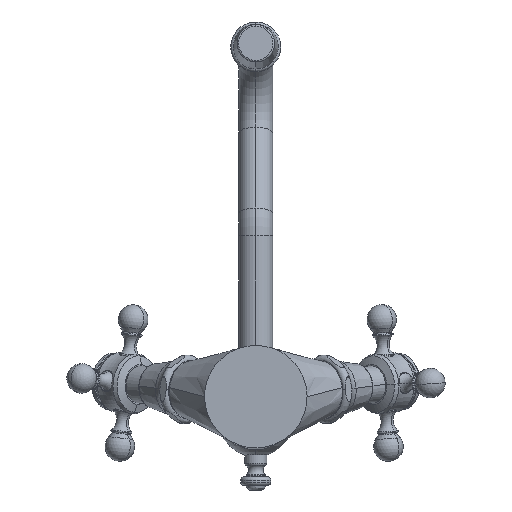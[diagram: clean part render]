
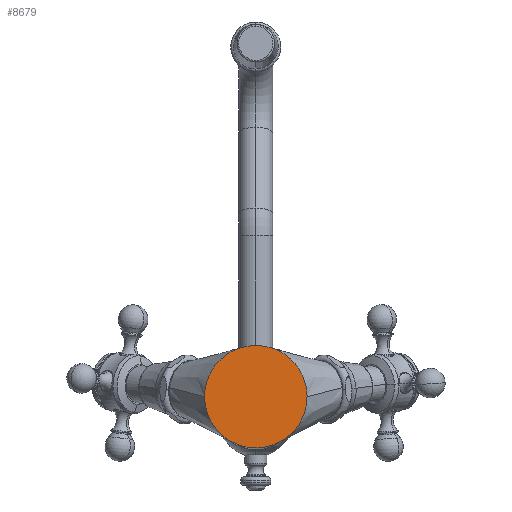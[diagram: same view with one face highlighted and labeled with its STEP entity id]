
A CAD part, front view. The second image highlights one B-rep face of the part: STEP entity #8679.
In plain terms, the highlighted planar face has unit normal (0, -1, 0).
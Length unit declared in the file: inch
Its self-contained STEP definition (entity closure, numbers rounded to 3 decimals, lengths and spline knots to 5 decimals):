
#2461=CARTESIAN_POINT('',(0.46438,0.,
-0.82875));
#3691=CARTESIAN_POINT('',(-0.95,0.,0.));
#3692=CARTESIAN_POINT('',(-0.95,0.,-0.12435));
#3693=CARTESIAN_POINT('',(-0.90052,0.,-0.37302));
#3694=CARTESIAN_POINT('',(-0.71045,0.,-0.65752));
#3695=CARTESIAN_POINT('',(-0.5401,0.,-0.78628));
#3696=CARTESIAN_POINT('',(-0.46422,0.,-0.82884));
#3701=CARTESIAN_POINT('',(0.,0.,
0.95));
#3702=CARTESIAN_POINT('',(-0.12436,0.,
0.95));
#3703=CARTESIAN_POINT('',(-0.37301,0.,
0.90053));
#3704=CARTESIAN_POINT('',(-0.68924,0.,
0.68924));
#3705=CARTESIAN_POINT('',(-0.90053,0.,
0.37301));
#3706=CARTESIAN_POINT('',(-0.95,0.,0.12435));
#3707=CARTESIAN_POINT('',(-0.95,0.,0.));
#3712=CARTESIAN_POINT('',(0.,0.,
0.95));
#3713=CARTESIAN_POINT('',(0.12435,0.,
0.95));
#3714=CARTESIAN_POINT('',(0.37301,0.,
0.90053));
#3715=CARTESIAN_POINT('',(0.68924,0.,
0.68924));
#3716=CARTESIAN_POINT('',(0.90053,0.,
0.37301));
#3717=CARTESIAN_POINT('',(0.95,0.,0.12435));
#3718=CARTESIAN_POINT('',(0.95,0.,0.));
#3723=CARTESIAN_POINT('',(0.95,0.,0.));
#3724=CARTESIAN_POINT('',(0.95,0.,-0.12435));
#3725=CARTESIAN_POINT('',(0.90052,0.,
-0.37302));
#3726=CARTESIAN_POINT('',(0.71047,0.,
-0.65748));
#3727=CARTESIAN_POINT('',(0.5402,0.,
-0.78621));
#3728=CARTESIAN_POINT('',(0.46438,0.,
-0.82875));
#3733=CARTESIAN_POINT('',(-0.46422,0.,-0.82884));
#3734=CARTESIAN_POINT('',(-0.438,0.,-0.84353));
#3735=CARTESIAN_POINT('',(-0.37233,0.,
-0.87634));
#3736=CARTESIAN_POINT('',(-0.26228,0.,
-0.91619));
#3737=CARTESIAN_POINT('',(-0.15518,0.,
-0.93905));
#3738=CARTESIAN_POINT('',(-0.06721,0.,
-0.9484));
#3739=CARTESIAN_POINT('',(0.,0.,
-0.9508));
#3740=CARTESIAN_POINT('',(0.06721,0.,
-0.9484));
#3741=CARTESIAN_POINT('',(0.15518,0.,
-0.93905));
#3742=CARTESIAN_POINT('',(0.26228,0.,
-0.91619));
#3743=CARTESIAN_POINT('',(0.37239,0.,
-0.87632));
#3744=CARTESIAN_POINT('',(0.43811,0.,
-0.84347));
#3745=CARTESIAN_POINT('',(0.46438,0.,
-0.82875));
#4593=VERTEX_POINT('',#3712);
#4594=VERTEX_POINT('',#3718);
#4599=VERTEX_POINT('',#3707);
#4600=VERTEX_POINT('',#2461);
#4621=VERTEX_POINT('',#3696);
#8665=CARTESIAN_POINT('',(0.,0.,0.));
#8666=DIRECTION('',(0.,1.,0.));
#8667=DIRECTION('',(-1.,0.,0.));
#8668=AXIS2_PLACEMENT_3D('',#8665,#8666,#8667);
#8669=PLANE('',#8668);
#8670=ORIENTED_EDGE('',*,*,#7673,.F.);
#8671=ORIENTED_EDGE('',*,*,#8659,.F.);
#8673=ORIENTED_EDGE('',*,*,#8672,.T.);
#8674=ORIENTED_EDGE('',*,*,#7411,.T.);
#8676=ORIENTED_EDGE('',*,*,#8675,.F.);
#8677=EDGE_LOOP('',(#8670,#8671,#8673,#8674,#8676));
#8678=FACE_OUTER_BOUND('',#8677,.F.);
#3697=B_SPLINE_CURVE_WITH_KNOTS('',3,(#3691,#3692,#3693,#3694,#3695,#3696),
.UNSPECIFIED.,.F.,.F.,(4,1,1,4),(0.,0.37043,0.74085,1.),
.UNSPECIFIED.);
#3708=B_SPLINE_CURVE_WITH_KNOTS('',3,(#3701,#3702,#3703,#3704,#3705,#3706,
#3707),.UNSPECIFIED.,.F.,.F.,(4,1,1,1,4),(0.,0.25,0.5,0.75,1.),
.UNSPECIFIED.);
#3719=B_SPLINE_CURVE_WITH_KNOTS('',3,(#3712,#3713,#3714,#3715,#3716,#3717,
#3718),.UNSPECIFIED.,.F.,.F.,(4,1,1,1,4),(0.,0.25,0.5,0.75,1.),
.UNSPECIFIED.);
#3729=B_SPLINE_CURVE_WITH_KNOTS('',3,(#3723,#3724,#3725,#3726,#3727,#3728),
.UNSPECIFIED.,.F.,.F.,(4,1,1,4),(0.,0.37049,0.74098,1.),
.UNSPECIFIED.);
#3746=B_SPLINE_CURVE_WITH_KNOTS('',3,(#3733,#3734,#3735,#3736,#3737,#3738,#3739,
#3740,#3741,#3742,#3743,#3744,#3745),.UNSPECIFIED.,.F.,.F.,(4,1,1,1,1,1,1,1,1,1,
4),(0.,0.09325,0.2288,0.36435,
0.43213,0.49991,0.56768,0.63546,
0.77101,0.90656,1.),.UNSPECIFIED.);
#7411=EDGE_CURVE('',#4594,#4600,#3729,.T.);
#7673=EDGE_CURVE('',#4599,#4621,#3697,.T.);
#8659=EDGE_CURVE('',#4593,#4599,#3708,.T.);
#8672=EDGE_CURVE('',#4593,#4594,#3719,.T.);
#8675=EDGE_CURVE('',#4621,#4600,#3746,.T.);
#8679=ADVANCED_FACE('',(#8678),#8669,.F.);
